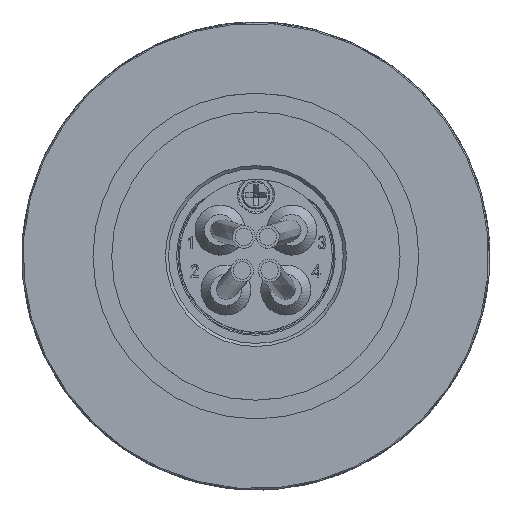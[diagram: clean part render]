
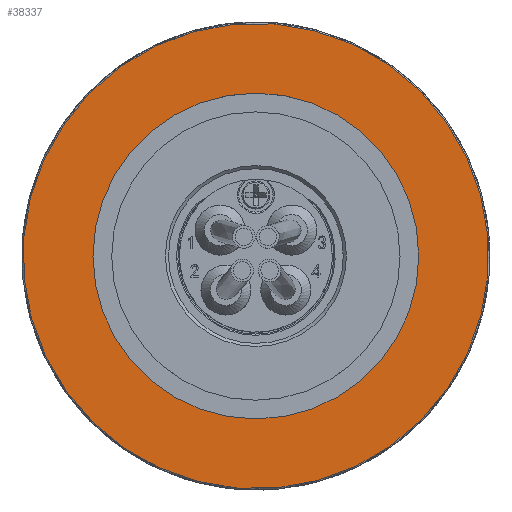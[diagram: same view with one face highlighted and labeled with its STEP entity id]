
A CAD part, top view. The second image highlights one B-rep face of the part: STEP entity #38337.
In plain terms, the highlighted planar face has unit normal (0, 0, 1).
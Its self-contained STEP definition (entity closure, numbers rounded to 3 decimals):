
#920 = DIRECTION ( 'NONE',  ( 0., 0., -1. ) ) ;
#1447 = CIRCLE ( 'NONE', #5594, 37.3 ) ;
#4412 = CARTESIAN_POINT ( 'NONE',  ( 0., 0., 0. ) ) ;
#4627 = DIRECTION ( 'NONE',  ( -1., 0., 0. ) ) ;
#5594 = AXIS2_PLACEMENT_3D ( 'NONE', #23857, #37194, #7310 ) ;
#5928 = CARTESIAN_POINT ( 'NONE',  ( -26.1, 0., 0. ) ) ;
#7310 = DIRECTION ( 'NONE',  ( -1., 0., 0. ) ) ;
#7644 = DIRECTION ( 'NONE',  ( -1., 0., 0. ) ) ;
#8997 = VERTEX_POINT ( 'NONE', #9200 ) ;
#9200 = CARTESIAN_POINT ( 'NONE',  ( 3.058, 37.174, 0. ) ) ;
#12446 = ORIENTED_EDGE ( 'NONE', *, *, #41560, .T. ) ;
#13988 = FACE_BOUND ( 'NONE', #32830, .T. ) ;
#17300 = AXIS2_PLACEMENT_3D ( 'NONE', #29967, #26457, #40241 ) ;
#19406 = CIRCLE ( 'NONE', #27781, 26.1 ) ;
#22715 = VERTEX_POINT ( 'NONE', #38461 ) ;
#23857 = CARTESIAN_POINT ( 'NONE',  ( 0., 0., 0. ) ) ;
#26457 = DIRECTION ( 'NONE',  ( 0., 0., 1. ) ) ;
#27043 = AXIS2_PLACEMENT_3D ( 'NONE', #4412, #920, #4627 ) ;
#27236 = CARTESIAN_POINT ( 'NONE',  ( 0., 0., 0. ) ) ;
#27289 = PLANE ( 'NONE',  #27043 ) ;
#27781 = AXIS2_PLACEMENT_3D ( 'NONE', #27236, #40363, #7644 ) ;
#29967 = CARTESIAN_POINT ( 'NONE',  ( 0., 0., 0. ) ) ;
#30782 = FACE_OUTER_BOUND ( 'NONE', #41321, .T. ) ;
#31788 = ORIENTED_EDGE ( 'NONE', *, *, #34965, .T. ) ;
#32830 = EDGE_LOOP ( 'NONE', ( #38453 ) ) ;
#34965 = EDGE_CURVE ( 'NONE', #22715, #8997, #1447, .T. ) ;
#37194 = DIRECTION ( 'NONE',  ( 0., 0., 1. ) ) ;
#38337 = ADVANCED_FACE ( 'NONE', ( #30782, #13988 ), #27289, .F. ) ;
#38453 = ORIENTED_EDGE ( 'NONE', *, *, #38773, .T. ) ;
#38461 = CARTESIAN_POINT ( 'NONE',  ( 2.9, 37.187, 0. ) ) ;
#38773 = EDGE_CURVE ( 'NONE', #42816, #42816, #19406, .T. ) ;
#38933 = CIRCLE ( 'NONE', #17300, 37.3 ) ;
#40241 = DIRECTION ( 'NONE',  ( -1., 0., 0. ) ) ;
#40363 = DIRECTION ( 'NONE',  ( 0., 0., -1. ) ) ;
#41321 = EDGE_LOOP ( 'NONE', ( #12446, #31788 ) ) ;
#41560 = EDGE_CURVE ( 'NONE', #8997, #22715, #38933, .T. ) ;
#42816 = VERTEX_POINT ( 'NONE', #5928 ) ;
